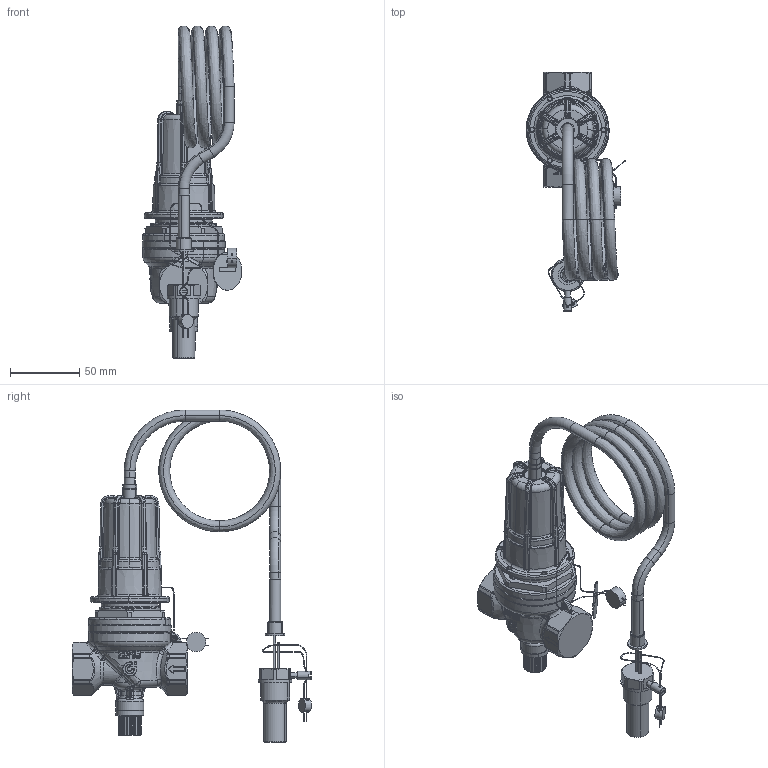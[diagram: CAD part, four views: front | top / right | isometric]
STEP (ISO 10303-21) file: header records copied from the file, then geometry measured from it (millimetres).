
FILE_DESCRIPTION(('CATIA V5 STEP Exchange'),'2;1');
FILE_NAME('STEP_540040_-_TST.stp','2017-03-24T13:54:08+00:00',('none'),('none'),'CATIA Version 5-6 Release 2014 SP5','CATIA V5 STEP AP203','none');
FILE_SCHEMA(('CONFIG_CONTROL_DESIGN'));
Products named in the file (1): 540040 - TST
Bounding box: 72 x 172.96 x 239.95 mm (x, y, z)
Volume: 342993.7 mm3; surface area: 69525.9 mm2
Topology: 6 solids, 8 shells, 2227 faces, 5310 edges, 2976 vertices
Faces by surface type: bspline 796, cylinder 538, torus 316, plane 305, cone 159, sphere 107, revolution 6
Entity records: 100562 total; most frequent: CARTESIAN_POINT 60254, ORIENTED_EDGE 10340, EDGE_CURVE 5170, DIRECTION 4530, VERTEX_POINT 2976, B_SPLINE_CURVE_WITH_KNOTS 2670, AXIS2_PLACEMENT_3D 2563, EDGE_LOOP 2270
